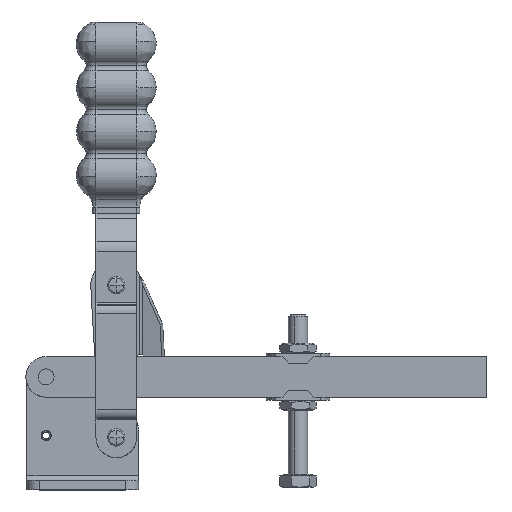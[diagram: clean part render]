
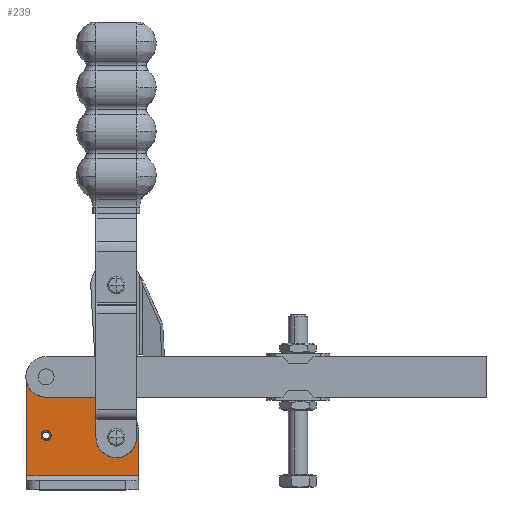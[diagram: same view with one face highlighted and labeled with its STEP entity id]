
A CAD part, top view. The second image highlights one B-rep face of the part: STEP entity #239.
In plain terms, the highlighted planar face has unit normal (0, 0, 1).
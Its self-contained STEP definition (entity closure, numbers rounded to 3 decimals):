
#75=AXIS2_PLACEMENT_3D('Plane Axis2P3D',#72,#73,#74) ;
#120=AXIS2_PLACEMENT_3D('Circle Axis2P3D',#118,#119,$) ;
#223=AXIS2_PLACEMENT_3D('Circle Axis2P3D',#221,#222,$) ;
#232=AXIS2_PLACEMENT_3D('Circle Axis2P3D',#230,#231,$) ;
#41=CARTESIAN_POINT('Vertex',(-77.317,49.332,-83.241)) ;
#57=CARTESIAN_POINT('Vertex',(-42.317,49.332,-83.241)) ;
#60=CARTESIAN_POINT('Line Origine',(-59.817,49.332,-83.241)) ;
#72=CARTESIAN_POINT('Axis2P3D Location',(-61.489,54.288,-83.241)) ;
#77=CARTESIAN_POINT('Line Origine',(-77.317,63.755,-83.241)) ;
#81=CARTESIAN_POINT('Vertex',(-77.317,78.178,-83.241)) ;
#84=CARTESIAN_POINT('Line Origine',(-42.317,56.457,-83.241)) ;
#88=CARTESIAN_POINT('Vertex',(-42.317,63.582,-83.241)) ;
#92=CARTESIAN_POINT('Control Point',(-44.795,68.44,-83.241)) ;
#93=CARTESIAN_POINT('Control Point',(-44.31,68.088,-83.241)) ;
#94=CARTESIAN_POINT('Control Point',(-43.868,67.675,-83.241)) ;
#95=CARTESIAN_POINT('Control Point',(-43.48,67.209,-83.241)) ;
#96=CARTESIAN_POINT('Control Point',(-42.867,66.247,-83.241)) ;
#97=CARTESIAN_POINT('Control Point',(-42.494,65.17,-83.241)) ;
#98=CARTESIAN_POINT('Control Point',(-42.376,64.647,-83.241)) ;
#99=CARTESIAN_POINT('Control Point',(-42.317,64.115,-83.241)) ;
#100=CARTESIAN_POINT('Control Point',(-42.317,63.582,-83.241)) ;
#101=CARTESIAN_POINT('Vertex',(-44.795,68.44,-83.241)) ;
#104=CARTESIAN_POINT('Line Origine',(-48.566,71.173,-83.241)) ;
#108=CARTESIAN_POINT('Vertex',(-52.336,73.907,-83.241)) ;
#111=CARTESIAN_POINT('Line Origine',(-61.827,73.907,-83.241)) ;
#115=CARTESIAN_POINT('Vertex',(-71.317,73.907,-83.241)) ;
#118=CARTESIAN_POINT('Axis2P3D Location',(-71.317,80.257,-83.241)) ;
#132=CARTESIAN_POINT('Line Origine',(-72.124,63.206,-83.241)) ;
#136=CARTESIAN_POINT('Vertex',(-72.146,63.243,-83.241)) ;
#138=CARTESIAN_POINT('Vertex',(-72.101,63.168,-83.241)) ;
#142=CARTESIAN_POINT('Control Point',(-72.101,63.168,-83.241)) ;
#143=CARTESIAN_POINT('Control Point',(-72.037,63.208,-83.241)) ;
#144=CARTESIAN_POINT('Control Point',(-71.97,63.243,-83.241)) ;
#145=CARTESIAN_POINT('Control Point',(-71.901,63.274,-83.241)) ;
#146=CARTESIAN_POINT('Control Point',(-71.83,63.301,-83.241)) ;
#147=CARTESIAN_POINT('Control Point',(-71.758,63.323,-83.241)) ;
#148=CARTESIAN_POINT('Vertex',(-71.758,63.323,-83.241)) ;
#151=CARTESIAN_POINT('Line Origine',(-71.771,63.365,-83.241)) ;
#155=CARTESIAN_POINT('Vertex',(-71.784,63.407,-83.241)) ;
#159=CARTESIAN_POINT('Control Point',(-71.784,63.407,-83.241)) ;
#160=CARTESIAN_POINT('Control Point',(-71.607,63.461,-83.241)) ;
#161=CARTESIAN_POINT('Control Point',(-71.422,63.49,-83.241)) ;
#162=CARTESIAN_POINT('Control Point',(-71.234,63.491,-83.241)) ;
#163=CARTESIAN_POINT('Control Point',(-70.863,63.439,-83.241)) ;
#164=CARTESIAN_POINT('Control Point',(-70.523,63.283,-83.241)) ;
#165=CARTESIAN_POINT('Control Point',(-70.366,63.18,-83.241)) ;
#166=CARTESIAN_POINT('Control Point',(-70.158,62.997,-83.241)) ;
#167=CARTESIAN_POINT('Control Point',(-69.996,62.776,-83.241)) ;
#168=CARTESIAN_POINT('Control Point',(-69.948,62.701,-83.241)) ;
#169=CARTESIAN_POINT('Control Point',(-69.907,62.623,-83.241)) ;
#170=CARTESIAN_POINT('Control Point',(-69.87,62.542,-83.241)) ;
#171=CARTESIAN_POINT('Vertex',(-69.87,62.542,-83.241)) ;
#175=CARTESIAN_POINT('Control Point',(-69.87,62.542,-83.241)) ;
#176=CARTESIAN_POINT('Control Point',(-69.794,62.374,-83.241)) ;
#177=CARTESIAN_POINT('Control Point',(-69.742,62.194,-83.241)) ;
#178=CARTESIAN_POINT('Control Point',(-69.718,62.008,-83.241)) ;
#179=CARTESIAN_POINT('Control Point',(-69.723,61.633,-83.241)) ;
#180=CARTESIAN_POINT('Control Point',(-69.835,61.276,-83.241)) ;
#181=CARTESIAN_POINT('Control Point',(-69.917,61.107,-83.241)) ;
#182=CARTESIAN_POINT('Control Point',(-70.127,60.798,-83.241)) ;
#183=CARTESIAN_POINT('Control Point',(-70.418,60.561,-83.241)) ;
#184=CARTESIAN_POINT('Control Point',(-70.579,60.465,-83.241)) ;
#185=CARTESIAN_POINT('Control Point',(-70.925,60.323,-83.241)) ;
#186=CARTESIAN_POINT('Control Point',(-71.298,60.285,-83.241)) ;
#187=CARTESIAN_POINT('Control Point',(-71.485,60.294,-83.241)) ;
#188=CARTESIAN_POINT('Control Point',(-71.853,60.366,-83.241)) ;
#189=CARTESIAN_POINT('Control Point',(-72.184,60.54,-83.241)) ;
#190=CARTESIAN_POINT('Control Point',(-72.336,60.65,-83.241)) ;
#191=CARTESIAN_POINT('Control Point',(-72.521,60.832,-83.241)) ;
#192=CARTESIAN_POINT('Control Point',(-72.665,61.045,-83.241)) ;
#193=CARTESIAN_POINT('Control Point',(-72.701,61.107,-83.241)) ;
#194=CARTESIAN_POINT('Control Point',(-72.735,61.171,-83.241)) ;
#195=CARTESIAN_POINT('Control Point',(-72.764,61.236,-83.241)) ;
#196=CARTESIAN_POINT('Vertex',(-72.764,61.236,-83.241)) ;
#200=CARTESIAN_POINT('Control Point',(-72.764,61.236,-83.241)) ;
#201=CARTESIAN_POINT('Control Point',(-72.84,61.405,-83.241)) ;
#202=CARTESIAN_POINT('Control Point',(-72.892,61.585,-83.241)) ;
#203=CARTESIAN_POINT('Control Point',(-72.917,61.771,-83.241)) ;
#204=CARTESIAN_POINT('Control Point',(-72.911,62.145,-83.241)) ;
#205=CARTESIAN_POINT('Control Point',(-72.799,62.502,-83.241)) ;
#206=CARTESIAN_POINT('Control Point',(-72.717,62.671,-83.241)) ;
#207=CARTESIAN_POINT('Control Point',(-72.562,62.9,-83.241)) ;
#208=CARTESIAN_POINT('Control Point',(-72.363,63.088,-83.241)) ;
#209=CARTESIAN_POINT('Control Point',(-72.294,63.145,-83.241)) ;
#210=CARTESIAN_POINT('Control Point',(-72.222,63.197,-83.241)) ;
#211=CARTESIAN_POINT('Control Point',(-72.146,63.243,-83.241)) ;
#221=CARTESIAN_POINT('Axis2P3D Location',(-49.317,61.257,-83.241)) ;
#225=CARTESIAN_POINT('Vertex',(-54.248,58.204,-83.241)) ;
#227=CARTESIAN_POINT('Vertex',(-44.386,64.31,-83.241)) ;
#230=CARTESIAN_POINT('Axis2P3D Location',(-49.317,61.257,-83.241)) ;
#61=DIRECTION('Vector Direction',(1.,0.,0.)) ;
#73=DIRECTION('Axis2P3D Direction',(0.,0.,1.)) ;
#74=DIRECTION('Axis2P3D XDirection',(1.,0.,0.)) ;
#78=DIRECTION('Vector Direction',(0.,1.,0.)) ;
#85=DIRECTION('Vector Direction',(0.,-1.,0.)) ;
#105=DIRECTION('Vector Direction',(0.81,-0.587,0.)) ;
#112=DIRECTION('Vector Direction',(1.,0.,0.)) ;
#119=DIRECTION('Axis2P3D Direction',(0.,0.,1.)) ;
#133=DIRECTION('Vector Direction',(0.522,-0.853,0.)) ;
#152=DIRECTION('Vector Direction',(-0.294,0.956,0.)) ;
#222=DIRECTION('Axis2P3D Direction',(0.,0.,1.)) ;
#231=DIRECTION('Axis2P3D Direction',(0.,0.,1.)) ;
#62=VECTOR('Line Direction',#61,1.) ;
#79=VECTOR('Line Direction',#78,1.) ;
#86=VECTOR('Line Direction',#85,1.) ;
#106=VECTOR('Line Direction',#105,1.) ;
#113=VECTOR('Line Direction',#112,1.) ;
#134=VECTOR('Line Direction',#133,1.) ;
#153=VECTOR('Line Direction',#152,1.) ;
#124=ORIENTED_EDGE('',*,*,#83,.F.) ;
#125=ORIENTED_EDGE('',*,*,#64,.T.) ;
#126=ORIENTED_EDGE('',*,*,#90,.F.) ;
#127=ORIENTED_EDGE('',*,*,#103,.F.) ;
#128=ORIENTED_EDGE('',*,*,#110,.F.) ;
#129=ORIENTED_EDGE('',*,*,#117,.F.) ;
#130=ORIENTED_EDGE('',*,*,#122,.F.) ;
#214=ORIENTED_EDGE('',*,*,#140,.T.) ;
#215=ORIENTED_EDGE('',*,*,#150,.T.) ;
#216=ORIENTED_EDGE('',*,*,#157,.T.) ;
#217=ORIENTED_EDGE('',*,*,#173,.T.) ;
#218=ORIENTED_EDGE('',*,*,#198,.T.) ;
#219=ORIENTED_EDGE('',*,*,#212,.T.) ;
#236=ORIENTED_EDGE('',*,*,#229,.F.) ;
#237=ORIENTED_EDGE('',*,*,#234,.F.) ;
#220=FACE_BOUND('',#213,.T.) ;
#238=FACE_BOUND('',#235,.T.) ;
#239=ADVANCED_FACE('VERTIKALSPANNER_TS_V_230_UB_L100_357851',(#131,#220,#238),#76,.T.) ;
#91=B_SPLINE_CURVE_WITH_KNOTS('',5,(#92,#93,#94,#95,#96,#97,#98,#99,#100),.UNSPECIFIED.,.F.,.U.,(6,3,6),(0.,4.243,8.006),.UNSPECIFIED.) ;
#141=B_SPLINE_CURVE_WITH_KNOTS('',5,(#142,#143,#144,#145,#146,#147),.UNSPECIFIED.,.F.,.U.,(6,6),(0.,0.532),.UNSPECIFIED.) ;
#158=B_SPLINE_CURVE_WITH_KNOTS('',5,(#159,#160,#161,#162,#163,#164,#165,#166,#167,#168,#169,#170),.UNSPECIFIED.,.F.,.U.,(6,3,3,6),(0.,1.309,2.619,3.243),.UNSPECIFIED.) ;
#174=B_SPLINE_CURVE_WITH_KNOTS('',5,(#175,#176,#177,#178,#179,#180,#181,#182,#183,#184,#185,#186,#187,#188,#189,#190,#191,#192,#193,#194,#195),.UNSPECIFIED.,.F.,.U.,(6,3,3,3,3,3,6),(0.,1.309,2.619,3.928,5.237,6.547,7.052),.UNSPECIFIED.) ;
#199=B_SPLINE_CURVE_WITH_KNOTS('',5,(#200,#201,#202,#203,#204,#205,#206,#207,#208,#209,#210,#211),.UNSPECIFIED.,.F.,.U.,(6,3,3,6),(0.,1.309,2.619,3.243),.UNSPECIFIED.) ;
#121=CIRCLE('generated circle',#120,6.35) ;
#224=CIRCLE('generated circle',#223,5.8) ;
#233=CIRCLE('generated circle',#232,5.8) ;
#64=EDGE_CURVE('',#42,#58,#63,.T.) ;
#83=EDGE_CURVE('',#42,#82,#80,.T.) ;
#90=EDGE_CURVE('',#89,#58,#87,.T.) ;
#103=EDGE_CURVE('',#102,#89,#91,.T.) ;
#110=EDGE_CURVE('',#109,#102,#107,.T.) ;
#117=EDGE_CURVE('',#116,#109,#114,.T.) ;
#122=EDGE_CURVE('',#82,#116,#121,.T.) ;
#140=EDGE_CURVE('',#137,#139,#135,.T.) ;
#150=EDGE_CURVE('',#139,#149,#141,.T.) ;
#157=EDGE_CURVE('',#149,#156,#154,.T.) ;
#173=EDGE_CURVE('',#156,#172,#158,.T.) ;
#198=EDGE_CURVE('',#172,#197,#174,.T.) ;
#212=EDGE_CURVE('',#197,#137,#199,.T.) ;
#229=EDGE_CURVE('',#226,#228,#224,.T.) ;
#234=EDGE_CURVE('',#228,#226,#233,.T.) ;
#123=EDGE_LOOP('',(#124,#125,#126,#127,#128,#129,#130)) ;
#213=EDGE_LOOP('',(#214,#215,#216,#217,#218,#219)) ;
#235=EDGE_LOOP('',(#236,#237)) ;
#131=FACE_OUTER_BOUND('',#123,.T.) ;
#63=LINE('Line',#60,#62) ;
#80=LINE('Line',#77,#79) ;
#87=LINE('Line',#84,#86) ;
#107=LINE('Line',#104,#106) ;
#114=LINE('Line',#111,#113) ;
#135=LINE('Line',#132,#134) ;
#154=LINE('Line',#151,#153) ;
#76=PLANE('Plane',#75) ;
#42=VERTEX_POINT('',#41) ;
#58=VERTEX_POINT('',#57) ;
#82=VERTEX_POINT('',#81) ;
#89=VERTEX_POINT('',#88) ;
#102=VERTEX_POINT('',#101) ;
#109=VERTEX_POINT('',#108) ;
#116=VERTEX_POINT('',#115) ;
#137=VERTEX_POINT('',#136) ;
#139=VERTEX_POINT('',#138) ;
#149=VERTEX_POINT('',#148) ;
#156=VERTEX_POINT('',#155) ;
#172=VERTEX_POINT('',#171) ;
#197=VERTEX_POINT('',#196) ;
#226=VERTEX_POINT('',#225) ;
#228=VERTEX_POINT('',#227) ;
